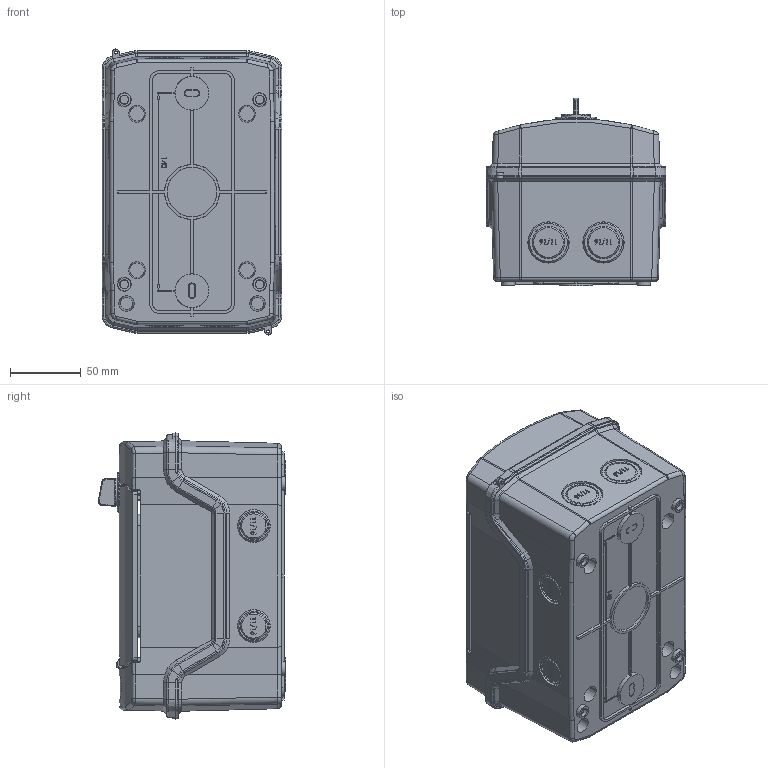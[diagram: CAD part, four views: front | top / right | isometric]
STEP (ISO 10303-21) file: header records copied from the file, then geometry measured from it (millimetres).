
FILE_DESCRIPTION (( 'STEP AP203' ), '1' );
FILE_NAME ('N4D.STEP', '2020-05-08T21:20:27', ( '' ), ( '' ), 'SwSTEP 2.0', 'SolidWorks 2019', '' );
FILE_SCHEMA (( 'CONFIG_CONTROL_DESIGN' ));
Length unit declared in the file: millimetre
Products named in the file (19): Sina sabirnice N4-D; Sraf kleme; Limena sina (N4-D); Mesing 04; osigurac 18; Sina + Osiguraci (N4-D); Osiguraci (N4-D); Vijak 9.5 (dno i sina); N4D; Draft Brava (lock); Sabirnica N4-D; Draft Kljuc (lock); Dno N4-D; Poklopac sabirnice Nx-D; Vrata N4-D; Maska N4-D; Vijak 30 (dno i maska)
Assembly tree (37 placements, depth 4):
  N4D
    Dno N4-D
    Maska N4-D
    Vrata N4-D
    Sabirnica N4-D
      Sina sabirnice N4-D
      Mesing 04
        Mesing 04
        Sraf kleme  x4
      Poklopac sabirnice Nx-D  x2
      Mesing 04
        Mesing 04
        Sraf kleme  x4
    Draft Brava (lock)
    Draft Kljuc (lock)
    Sina + Osiguraci (N4-D)
      Limena sina (N4-D)
      Osiguraci (N4-D)
        osigurac 18  x4
    Vijak 9.5 (dno i sina)  x5
    Vijak 30 (dno i maska)  x4
Bounding box: 127.6 x 132.79 x 202.84 mm (x, y, z)
Volume: 664448.1 mm3; surface area: 433132.1 mm2
Topology: 32 solids, 32 shells, 3165 faces, 8114 edges, 5152 vertices
Faces by surface type: plane 1680, bspline 694, cylinder 479, cone 245, torus 47, sphere 20
Full cylindrical faces by diameter (mm): 3.8 x4, 4.2 x8, 4.85 x8, 6 x8, 6.5 x8, 11.5 x1, 15 x2, 20 x1
Entity records: 106184 total; most frequent: CARTESIAN_POINT 47330, ORIENTED_EDGE 12880, DIRECTION 9421, EDGE_CURVE 6440, VERTEX_POINT 4129, VECTOR 3809, LINE 3809, EDGE_LOOP 2961
